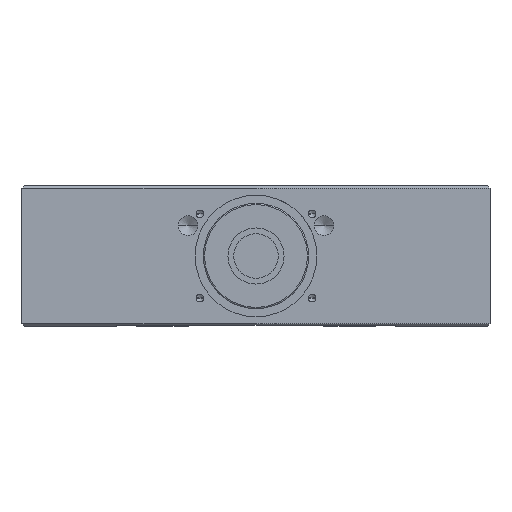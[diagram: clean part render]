
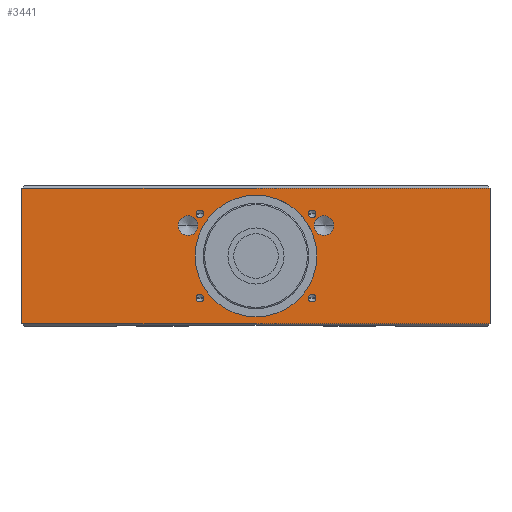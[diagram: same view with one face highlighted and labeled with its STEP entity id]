
A CAD part, front view. The second image highlights one B-rep face of the part: STEP entity #3441.
In plain terms, the highlighted planar face has unit normal (0, -1, 0).
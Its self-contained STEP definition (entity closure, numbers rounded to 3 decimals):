
#3441=ADVANCED_FACE('',(#6946,#6947,#6948,#6949,#6950,#6951,#6952,#6953),#6954,.F.);
#6946=FACE_BOUND('',#10445,.T.);
#6947=FACE_BOUND('',#10446,.T.);
#6948=FACE_BOUND('',#10447,.T.);
#6949=FACE_BOUND('',#10448,.T.);
#6950=FACE_BOUND('',#10449,.T.);
#6951=FACE_BOUND('',#10450,.T.);
#6952=FACE_BOUND('',#10451,.T.);
#6953=FACE_OUTER_BOUND('',#10452,.T.);
#6954=PLANE('',#10453);
#10445=EDGE_LOOP('',(#20694,#20695));
#10446=EDGE_LOOP('',(#20696,#20697));
#10447=EDGE_LOOP('',(#20698,#20699));
#10448=EDGE_LOOP('',(#20700,#20701));
#10449=EDGE_LOOP('',(#20702,#20703));
#10450=EDGE_LOOP('',(#20704,#20705));
#10451=EDGE_LOOP('',(#20706,#20707));
#10452=EDGE_LOOP('',(#20708,#20709,#20710,#20711));
#10453=AXIS2_PLACEMENT_3D('',#20712,#20713,#20714);
#20694=ORIENTED_EDGE('',*,*,#24722,.T.);
#20695=ORIENTED_EDGE('',*,*,#24713,.T.);
#20696=ORIENTED_EDGE('',*,*,#24726,.T.);
#20697=ORIENTED_EDGE('',*,*,#24705,.T.);
#20698=ORIENTED_EDGE('',*,*,#24875,.T.);
#20699=ORIENTED_EDGE('',*,*,#24592,.T.);
#20700=ORIENTED_EDGE('',*,*,#24879,.T.);
#20701=ORIENTED_EDGE('',*,*,#24584,.T.);
#20702=ORIENTED_EDGE('',*,*,#24883,.T.);
#20703=ORIENTED_EDGE('',*,*,#24576,.T.);
#20704=ORIENTED_EDGE('',*,*,#24887,.T.);
#20705=ORIENTED_EDGE('',*,*,#24568,.T.);
#20706=ORIENTED_EDGE('',*,*,#24555,.T.);
#20707=ORIENTED_EDGE('',*,*,#24910,.T.);
#20708=ORIENTED_EDGE('',*,*,#24762,.T.);
#20709=ORIENTED_EDGE('',*,*,#24911,.F.);
#20710=ORIENTED_EDGE('',*,*,#24900,.T.);
#20711=ORIENTED_EDGE('',*,*,#24912,.T.);
#20712=CARTESIAN_POINT('',(0.0,0.0,30.0));
#20713=DIRECTION('',(0.0,1.0,0.0));
#20714=DIRECTION('',(0.0,0.0,1.0));
#24555=EDGE_CURVE('',#30374,#30378,#30380,.T.);
#24568=EDGE_CURVE('',#30403,#30400,#30404,.T.);
#24576=EDGE_CURVE('',#30416,#30413,#30417,.T.);
#24584=EDGE_CURVE('',#30429,#30426,#30430,.T.);
#24592=EDGE_CURVE('',#30442,#30439,#30443,.T.);
#24705=EDGE_CURVE('',#30632,#30629,#30633,.T.);
#24713=EDGE_CURVE('',#30645,#30642,#30646,.T.);
#24722=EDGE_CURVE('',#30642,#30645,#30657,.T.);
#24726=EDGE_CURVE('',#30629,#30632,#30661,.T.);
#24762=EDGE_CURVE('',#30714,#30712,#30715,.T.);
#24875=EDGE_CURVE('',#30439,#30442,#30853,.T.);
#24879=EDGE_CURVE('',#30426,#30429,#30857,.T.);
#24883=EDGE_CURVE('',#30413,#30416,#30861,.T.);
#24887=EDGE_CURVE('',#30400,#30403,#30865,.T.);
#24900=EDGE_CURVE('',#30885,#30882,#30886,.T.);
#24910=EDGE_CURVE('',#30378,#30374,#30897,.T.);
#24911=EDGE_CURVE('',#30885,#30712,#30898,.T.);
#24912=EDGE_CURVE('',#30882,#30714,#30899,.T.);
#30374=VERTEX_POINT('',#38956);
#30378=VERTEX_POINT('',#38961);
#30380=CIRCLE('',#38964,26.0);
#30400=VERTEX_POINT('',#38988);
#30403=VERTEX_POINT('',#38992);
#30404=CIRCLE('',#38993,1.62);
#30413=VERTEX_POINT('',#39005);
#30416=VERTEX_POINT('',#39009);
#30417=CIRCLE('',#39010,1.62);
#30426=VERTEX_POINT('',#39022);
#30429=VERTEX_POINT('',#39026);
#30430=CIRCLE('',#39027,1.62);
#30439=VERTEX_POINT('',#39039);
#30442=VERTEX_POINT('',#39043);
#30443=CIRCLE('',#39044,1.62);
#30629=VERTEX_POINT('',#39480);
#30632=VERTEX_POINT('',#39484);
#30633=CIRCLE('',#39485,4.19);
#30642=VERTEX_POINT('',#39497);
#30645=VERTEX_POINT('',#39501);
#30646=CIRCLE('',#39502,4.19);
#30657=CIRCLE('',#39516,4.19);
#30661=CIRCLE('',#39520,4.19);
#30712=VERTEX_POINT('',#39657);
#30714=VERTEX_POINT('',#39660);
#30715=LINE('',#39661,#39662);
#30853=CIRCLE('',#39930,1.62);
#30857=CIRCLE('',#39934,1.62);
#30861=CIRCLE('',#39938,1.62);
#30865=CIRCLE('',#39942,1.62);
#30882=VERTEX_POINT('',#39965);
#30885=VERTEX_POINT('',#39969);
#30886=LINE('',#39970,#39971);
#30897=CIRCLE('',#39987,26.0);
#30898=LINE('',#39988,#39989);
#30899=LINE('',#39990,#39991);
#38956=CARTESIAN_POINT('',(26.0,0.0,30.0));
#38961=CARTESIAN_POINT('',(-26.0,0.0,30.0));
#38964=AXIS2_PLACEMENT_3D('',#44803,#44804,#44805);
#38988=CARTESIAN_POINT('',(25.62,0.0,48.0));
#38992=CARTESIAN_POINT('',(22.38,0.0,48.0));
#38993=AXIS2_PLACEMENT_3D('',#44823,#44824,#44825);
#39005=CARTESIAN_POINT('',(25.62,0.0,12.0));
#39009=CARTESIAN_POINT('',(22.38,0.0,12.0));
#39010=AXIS2_PLACEMENT_3D('',#44833,#44834,#44835);
#39022=CARTESIAN_POINT('',(-22.38,0.0,48.0));
#39026=CARTESIAN_POINT('',(-25.62,0.0,48.0));
#39027=AXIS2_PLACEMENT_3D('',#44843,#44844,#44845);
#39039=CARTESIAN_POINT('',(-22.38,0.0,12.0));
#39043=CARTESIAN_POINT('',(-25.62,0.0,12.0));
#39044=AXIS2_PLACEMENT_3D('',#44853,#44854,#44855);
#39480=CARTESIAN_POINT('',(33.19,0.0,43.0));
#39484=CARTESIAN_POINT('',(24.81,0.0,43.0));
#39485=AXIS2_PLACEMENT_3D('',#45003,#45004,#45005);
#39497=CARTESIAN_POINT('',(-24.81,0.0,43.0));
#39501=CARTESIAN_POINT('',(-33.19,0.0,43.0));
#39502=AXIS2_PLACEMENT_3D('',#45013,#45014,#45015);
#39516=AXIS2_PLACEMENT_3D('',#45025,#45026,#45027);
#39520=AXIS2_PLACEMENT_3D('',#45031,#45032,#45033);
#39657=CARTESIAN_POINT('',(100.0,0.0,1.0));
#39660=CARTESIAN_POINT('',(-100.0,0.0,1.0));
#39661=CARTESIAN_POINT('',(-60.0,0.0,1.0));
#39662=VECTOR('',#45067,1.0);
#39930=AXIS2_PLACEMENT_3D('',#45219,#45220,#45221);
#39934=AXIS2_PLACEMENT_3D('',#45225,#45226,#45227);
#39938=AXIS2_PLACEMENT_3D('',#45231,#45232,#45233);
#39942=AXIS2_PLACEMENT_3D('',#45237,#45238,#45239);
#39965=CARTESIAN_POINT('',(-100.0,0.0,59.0));
#39969=CARTESIAN_POINT('',(100.0,0.0,59.0));
#39970=CARTESIAN_POINT('',(-60.0,0.0,59.0));
#39971=VECTOR('',#45250,1.0);
#39987=AXIS2_PLACEMENT_3D('',#45259,#45260,#45261);
#39988=CARTESIAN_POINT('',(100.0,0.0,30.0));
#39989=VECTOR('',#45262,1.0);
#39990=CARTESIAN_POINT('',(-100.0,0.0,30.0));
#39991=VECTOR('',#45263,1.0);
#44803=CARTESIAN_POINT('',(0.0,0.0,30.0));
#44804=DIRECTION('',(-0.0,1.0,0.0));
#44805=DIRECTION('',(1.0,0.0,0.0));
#44823=CARTESIAN_POINT('',(24.0,0.0,48.0));
#44824=DIRECTION('',(-0.0,1.0,0.0));
#44825=DIRECTION('',(1.0,0.0,0.0));
#44833=CARTESIAN_POINT('',(24.0,0.0,12.0));
#44834=DIRECTION('',(-0.0,1.0,0.0));
#44835=DIRECTION('',(1.0,0.0,0.0));
#44843=CARTESIAN_POINT('',(-24.0,0.0,48.0));
#44844=DIRECTION('',(-0.0,1.0,0.0));
#44845=DIRECTION('',(1.0,0.0,0.0));
#44853=CARTESIAN_POINT('',(-24.0,0.0,12.0));
#44854=DIRECTION('',(-0.0,1.0,0.0));
#44855=DIRECTION('',(1.0,0.0,0.0));
#45003=CARTESIAN_POINT('',(29.0,0.0,43.0));
#45004=DIRECTION('',(-0.0,1.0,0.0));
#45005=DIRECTION('',(1.0,0.0,0.0));
#45013=CARTESIAN_POINT('',(-29.0,0.0,43.0));
#45014=DIRECTION('',(-0.0,1.0,0.0));
#45015=DIRECTION('',(1.0,0.0,0.0));
#45025=CARTESIAN_POINT('',(-29.0,0.0,43.0));
#45026=DIRECTION('',(-0.0,1.0,0.0));
#45027=DIRECTION('',(1.0,0.0,0.0));
#45031=CARTESIAN_POINT('',(29.0,0.0,43.0));
#45032=DIRECTION('',(-0.0,1.0,0.0));
#45033=DIRECTION('',(1.0,0.0,0.0));
#45067=DIRECTION('',(1.0,0.0,0.0));
#45219=CARTESIAN_POINT('',(-24.0,0.0,12.0));
#45220=DIRECTION('',(-0.0,1.0,0.0));
#45221=DIRECTION('',(1.0,0.0,0.0));
#45225=CARTESIAN_POINT('',(-24.0,0.0,48.0));
#45226=DIRECTION('',(-0.0,1.0,0.0));
#45227=DIRECTION('',(1.0,0.0,0.0));
#45231=CARTESIAN_POINT('',(24.0,0.0,12.0));
#45232=DIRECTION('',(-0.0,1.0,0.0));
#45233=DIRECTION('',(1.0,0.0,0.0));
#45237=CARTESIAN_POINT('',(24.0,0.0,48.0));
#45238=DIRECTION('',(-0.0,1.0,0.0));
#45239=DIRECTION('',(1.0,0.0,0.0));
#45250=DIRECTION('',(-1.0,0.0,0.0));
#45259=CARTESIAN_POINT('',(0.0,0.0,30.0));
#45260=DIRECTION('',(-0.0,1.0,0.0));
#45261=DIRECTION('',(1.0,0.0,0.0));
#45262=DIRECTION('',(0.0,0.0,-1.0));
#45263=DIRECTION('',(0.0,0.0,-1.0));
